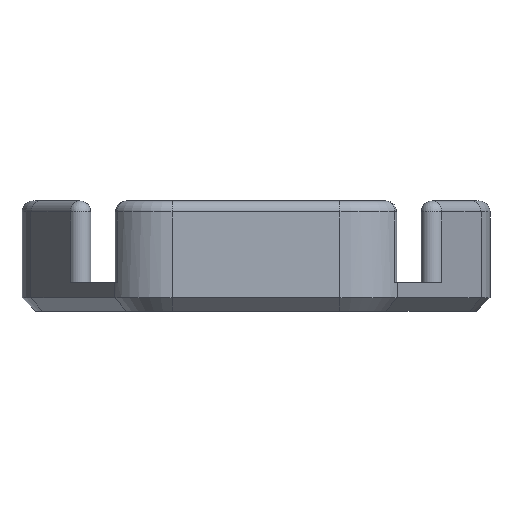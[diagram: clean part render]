
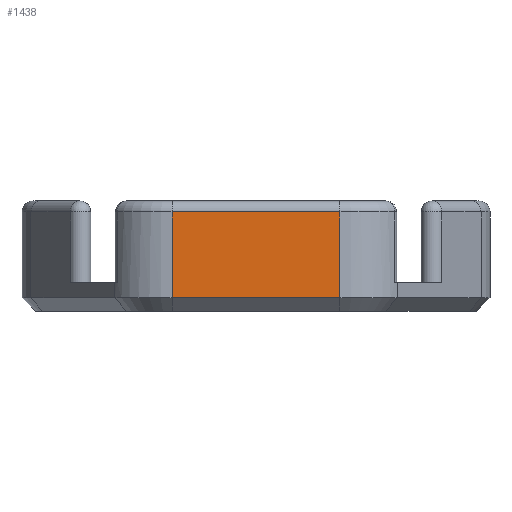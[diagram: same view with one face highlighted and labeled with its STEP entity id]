
A CAD part, left-side view. The second image highlights one B-rep face of the part: STEP entity #1438.
In plain terms, the highlighted planar face has unit normal (-1, 0, 0).
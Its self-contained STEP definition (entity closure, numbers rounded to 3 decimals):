
#50=PLANE('',#1631);
#140=FACE_OUTER_BOUND('',#226,.T.);
#226=EDGE_LOOP('',(#1269,#1270,#1271,#1272));
#440=LINE('',#2543,#552);
#445=LINE('',#2554,#557);
#446=LINE('',#2557,#558);
#447=LINE('',#2558,#559);
#552=VECTOR('',#2072,10.);
#557=VECTOR('',#2087,10.);
#558=VECTOR('',#2092,10.);
#559=VECTOR('',#2093,10.);
#574=VERTEX_POINT('',#2168);
#681=VERTEX_POINT('',#2504);
#688=VERTEX_POINT('',#2539);
#689=VERTEX_POINT('',#2553);
#886=EDGE_CURVE('',#681,#688,#440,.T.);
#892=EDGE_CURVE('',#688,#689,#445,.T.);
#894=EDGE_CURVE('',#574,#681,#446,.T.);
#895=EDGE_CURVE('',#689,#574,#447,.T.);
#1269=ORIENTED_EDGE('',*,*,#886,.F.);
#1270=ORIENTED_EDGE('',*,*,#894,.F.);
#1271=ORIENTED_EDGE('',*,*,#895,.F.);
#1272=ORIENTED_EDGE('',*,*,#892,.F.);
#1438=ADVANCED_FACE('',(#140),#50,.T.);
#1631=AXIS2_PLACEMENT_3D('',#2556,#2090,#2091);
#2072=DIRECTION('',(0.,1.,0.));
#2087=DIRECTION('',(0.,0.,1.));
#2090=DIRECTION('center_axis',(-1.,0.,0.));
#2091=DIRECTION('ref_axis',(0.,1.,0.));
#2092=DIRECTION('',(0.,0.,-1.));
#2093=DIRECTION('',(0.,-1.,0.));
#2168=CARTESIAN_POINT('',(92.9,2.447,4.5));
#2504=CARTESIAN_POINT('',(92.9,2.447,0.6));
#2539=CARTESIAN_POINT('',(92.9,10.068,0.6));
#2543=CARTESIAN_POINT('',(92.9,3.371,0.6));
#2553=CARTESIAN_POINT('',(92.9,10.068,4.5));
#2554=CARTESIAN_POINT('',(92.9,10.068,2.));
#2556=CARTESIAN_POINT('Origin',(92.9,0.484,2.));
#2557=CARTESIAN_POINT('',(92.9,2.447,2.));
#2558=CARTESIAN_POINT('',(92.9,3.371,4.5));
